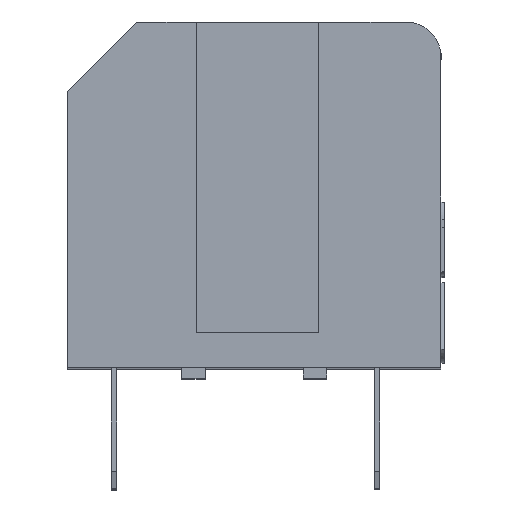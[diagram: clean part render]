
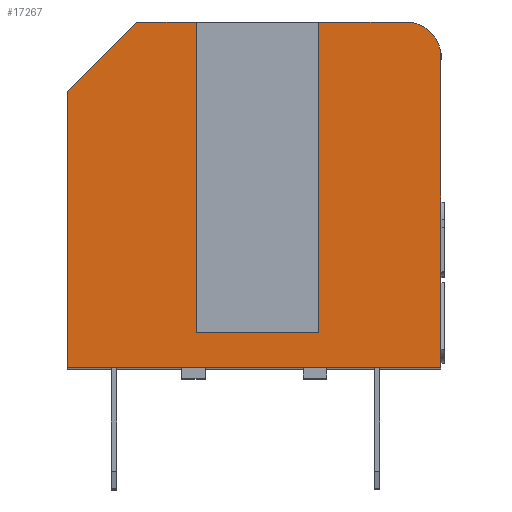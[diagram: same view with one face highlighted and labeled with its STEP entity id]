
A CAD part, top view. The second image highlights one B-rep face of the part: STEP entity #17267.
In plain terms, the highlighted planar face has unit normal (0, 0, 1).
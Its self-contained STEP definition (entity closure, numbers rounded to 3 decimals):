
#14615=CARTESIAN_POINT('',(-6.867,-39.941,26.96));
#14616=VERTEX_POINT('',#14615);
#14623=CARTESIAN_POINT('',(-6.867,-48.941,26.96));
#14624=VERTEX_POINT('',#14623);
#14625=CARTESIAN_POINT('',(-6.867,-39.941,26.96));
#14626=DIRECTION('',(0.0,-1.0,0.0));
#14627=VECTOR('',#14626,9.);
#14628=LINE('',#14625,#14627);
#14629=EDGE_CURVE('',#14616,#14624,#14628,.T.);
#14896=CARTESIAN_POINT('',(-10.407,-47.941,26.96));
#14897=VERTEX_POINT('',#14896);
#14906=CARTESIAN_POINT('',(-10.407,-38.941,26.96));
#14907=VERTEX_POINT('',#14906);
#14908=CARTESIAN_POINT('',(-10.407,-38.941,26.96));
#14909=DIRECTION('',(0.0,-1.0,0.0));
#14910=VECTOR('',#14909,9.);
#14911=LINE('',#14908,#14910);
#14912=EDGE_CURVE('',#14907,#14897,#14911,.T.);
#14967=CARTESIAN_POINT('',(-13.947,-47.941,26.96));
#14968=VERTEX_POINT('',#14967);
#14976=CARTESIAN_POINT('',(-13.947,-38.941,26.96));
#14977=VERTEX_POINT('',#14976);
#14984=CARTESIAN_POINT('',(-13.947,-47.941,26.96));
#14985=DIRECTION('',(0.0,1.0,0.0));
#14986=VECTOR('',#14985,9.0);
#14987=LINE('',#14984,#14986);
#14988=EDGE_CURVE('',#14968,#14977,#14987,.T.);
#15001=CARTESIAN_POINT('',(-10.407,-47.941,26.96));
#15002=DIRECTION('',(-1.0,0.0,0.0));
#15003=VECTOR('',#15002,3.54);
#15004=LINE('',#15001,#15003);
#15005=EDGE_CURVE('',#14897,#14968,#15004,.T.);
#15018=CARTESIAN_POINT('',(-7.867,-38.941,26.96));
#15019=VERTEX_POINT('',#15018);
#15020=CARTESIAN_POINT('',(-10.407,-38.941,26.96));
#15021=DIRECTION('',(1.0,0.0,0.0));
#15022=VECTOR('',#15021,2.54);
#15023=LINE('',#15020,#15022);
#15024=EDGE_CURVE('',#14907,#15019,#15023,.T.);
#15362=CARTESIAN_POINT('',(-15.667,-38.941,26.96));
#15363=VERTEX_POINT('',#15362);
#15370=CARTESIAN_POINT('',(-15.667,-38.941,26.96));
#15371=DIRECTION('',(1.0,0.0,0.0));
#15372=VECTOR('',#15371,1.72);
#15373=LINE('',#15370,#15372);
#15374=EDGE_CURVE('',#15363,#14977,#15373,.T.);
#16951=CARTESIAN_POINT('',(-7.867,-39.941,26.96));
#16952=DIRECTION('',(0.0,0.0,-1.0));
#16953=DIRECTION('',(-1.0,0.0,0.0));
#16954=AXIS2_PLACEMENT_3D('',#16951,#16952,#16953);
#16955=CIRCLE('',#16954,1.);
#16956=EDGE_CURVE('',#15019,#14616,#16955,.T.);
#17023=CARTESIAN_POINT('',(-17.667,-48.941,26.96));
#17024=VERTEX_POINT('',#17023);
#17025=CARTESIAN_POINT('',(-17.667,-40.941,26.96));
#17026=VERTEX_POINT('',#17025);
#17027=CARTESIAN_POINT('',(-17.667,-48.941,26.96));
#17028=DIRECTION('',(0.0,1.0,0.0));
#17029=VECTOR('',#17028,8.);
#17030=LINE('',#17027,#17029);
#17031=EDGE_CURVE('',#17024,#17026,#17030,.T.);
#17063=CARTESIAN_POINT('',(-17.667,-40.941,26.96));
#17064=DIRECTION('',(0.707,0.707,0.0));
#17065=VECTOR('',#17064,2.828);
#17066=LINE('',#17063,#17065);
#17067=EDGE_CURVE('',#17026,#15363,#17066,.T.);
#17101=CARTESIAN_POINT('',(-6.867,-48.941,26.96));
#17102=DIRECTION('',(-1.0,0.0,0.0));
#17103=VECTOR('',#17102,10.8);
#17104=LINE('',#17101,#17103);
#17105=EDGE_CURVE('',#14624,#17024,#17104,.T.);
#17250=CARTESIAN_POINT('',(-12.149,-44.164,26.96));
#17251=DIRECTION('',(0.0,0.0,1.0));
#17252=DIRECTION('',(1.0,0.0,0.0));
#17253=AXIS2_PLACEMENT_3D('',#17250,#17251,#17252);
#17254=PLANE('',#17253);
#17255=ORIENTED_EDGE('',*,*,#14988,.T.);
#17256=ORIENTED_EDGE('',*,*,#15374,.F.);
#17257=ORIENTED_EDGE('',*,*,#17067,.F.);
#17258=ORIENTED_EDGE('',*,*,#17031,.F.);
#17259=ORIENTED_EDGE('',*,*,#17105,.F.);
#17260=ORIENTED_EDGE('',*,*,#14629,.F.);
#17261=ORIENTED_EDGE('',*,*,#16956,.F.);
#17262=ORIENTED_EDGE('',*,*,#15024,.F.);
#17263=ORIENTED_EDGE('',*,*,#14912,.T.);
#17264=ORIENTED_EDGE('',*,*,#15005,.T.);
#17265=EDGE_LOOP('',(#17255,#17256,#17257,#17258,#17259,#17260,#17261,#17262,#17263,#17264));
#17266=FACE_OUTER_BOUND('',#17265,.T.);
#17267=ADVANCED_FACE('',(#17266),#17254,.T.);
